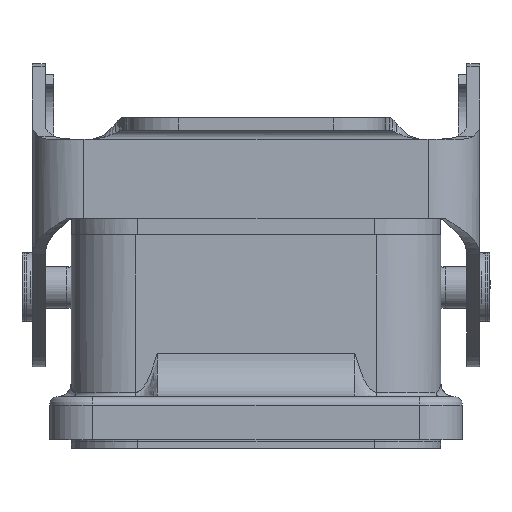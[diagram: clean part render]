
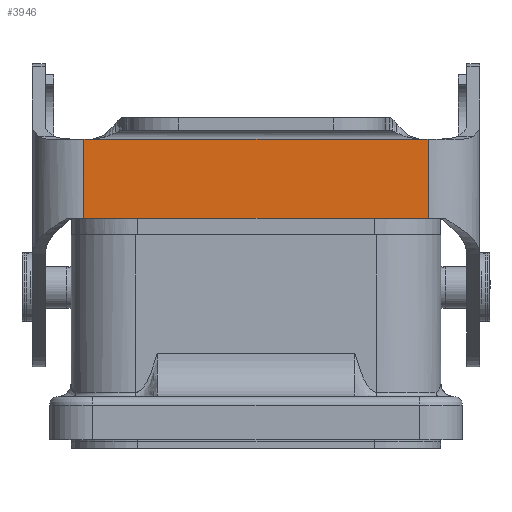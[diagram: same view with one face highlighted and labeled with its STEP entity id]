
A CAD part, left-side view. The second image highlights one B-rep face of the part: STEP entity #3946.
In plain terms, the highlighted planar face has unit normal (-1, 0, 0).
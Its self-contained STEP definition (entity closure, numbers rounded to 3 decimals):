
#3946=ADVANCED_FACE('F5',(#4838),#4484,.F.);
#4484=PLANE('',#14508);
#4838=FACE_OUTER_BOUND('',#5460,.T.);
#5460=EDGE_LOOP('',(#8987,#8988,#8989,#8990,#8991,#8992));
#6698=LINE('',#19905,#7520);
#6723=LINE('',#20092,#7545);
#6724=LINE('',#20095,#7546);
#6725=LINE('',#20097,#7547);
#6726=LINE('',#20098,#7548);
#6727=LINE('',#20100,#7549);
#7520=VECTOR('',#16047,1.);
#7545=VECTOR('',#16132,1.);
#7546=VECTOR('',#16133,1.);
#7547=VECTOR('',#16134,1.);
#7548=VECTOR('',#16135,1.);
#7549=VECTOR('',#16136,1.);
#8987=ORIENTED_EDGE('',*,*,#12833,.F.);
#8988=ORIENTED_EDGE('',*,*,#12834,.F.);
#8989=ORIENTED_EDGE('',*,*,#12835,.F.);
#8990=ORIENTED_EDGE('',*,*,#12780,.F.);
#8991=ORIENTED_EDGE('',*,*,#12836,.F.);
#8992=ORIENTED_EDGE('',*,*,#12837,.F.);
#11600=VERTEX_POINT('',#19904);
#11601=VERTEX_POINT('',#19906);
#11633=VERTEX_POINT('',#20093);
#11634=VERTEX_POINT('',#20094);
#11635=VERTEX_POINT('',#20096);
#11636=VERTEX_POINT('',#20099);
#12780=EDGE_CURVE('E39',#11600,#11601,#6698,.T.);
#12833=EDGE_CURVE('E7',#11633,#11634,#6723,.T.);
#12834=EDGE_CURVE('E41',#11635,#11633,#6724,.T.);
#12835=EDGE_CURVE('E40',#11601,#11635,#6725,.T.);
#12836=EDGE_CURVE('E38',#11636,#11600,#6726,.T.);
#12837=EDGE_CURVE('E37',#11634,#11636,#6727,.T.);
#14508=AXIS2_PLACEMENT_3D('',#20101,#16137,#16138);
#16047=DIRECTION('',(0.,0.,1.));
#16132=DIRECTION('',(0.,-1.,0.));
#16133=DIRECTION('',(0.,-1.,0.));
#16134=DIRECTION('',(0.,-1.,0.));
#16135=DIRECTION('',(0.,1.,0.));
#16136=DIRECTION('',(0.,0.,-1.));
#16137=DIRECTION('',(1.,0.,0.));
#16138=DIRECTION('',(0.,-1.,0.));
#19904=CARTESIAN_POINT('',(-64.3,20.,24.435));
#19905=CARTESIAN_POINT('',(-64.3,20.,29.035));
#19906=CARTESIAN_POINT('',(-64.3,20.,33.635));
#20092=CARTESIAN_POINT('',(-64.3,-19.5,33.635));
#20093=CARTESIAN_POINT('',(-64.3,-19.,33.635));
#20094=CARTESIAN_POINT('',(-64.3,-20.,33.635));
#20095=CARTESIAN_POINT('',(-64.3,0.,33.635));
#20096=CARTESIAN_POINT('',(-64.3,19.,33.635));
#20097=CARTESIAN_POINT('',(-64.3,19.5,33.635));
#20098=CARTESIAN_POINT('',(-64.3,0.,24.435));
#20099=CARTESIAN_POINT('',(-64.3,-20.,24.435));
#20100=CARTESIAN_POINT('',(-64.3,-20.,29.035));
#20101=CARTESIAN_POINT('',(-64.3,20.03,33.665));
